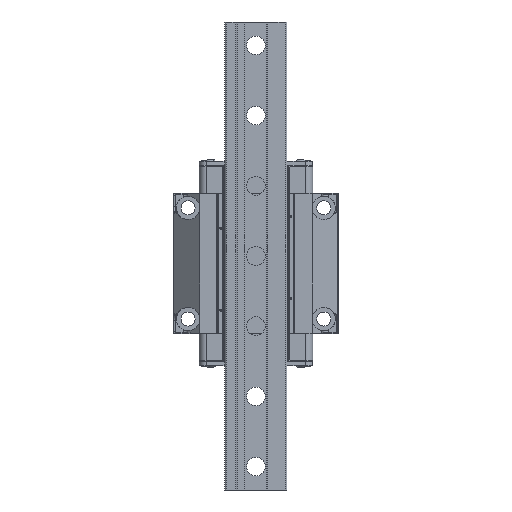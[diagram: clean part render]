
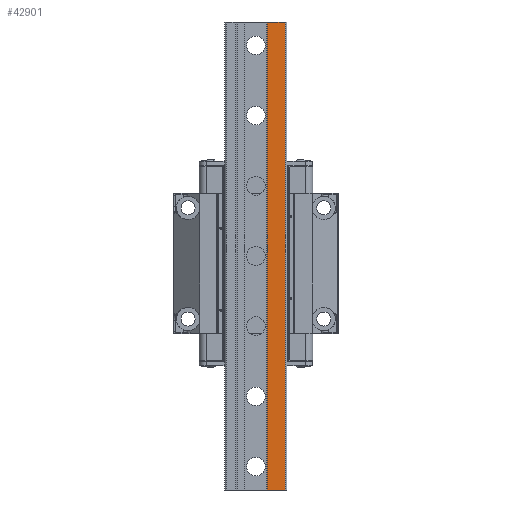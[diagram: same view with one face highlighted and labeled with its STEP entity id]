
A CAD part, front view. The second image highlights one B-rep face of the part: STEP entity #42901.
In plain terms, the highlighted planar face has unit normal (0, -1, 0).
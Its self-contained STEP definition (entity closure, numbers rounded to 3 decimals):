
#2808 = DIRECTION ( 'NONE',  ( 0., -1., 0. ) ) ;
#6535 = DIRECTION ( 'NONE',  ( 1., 0., 0. ) ) ;
#6619 = VECTOR ( 'NONE', #6535, 1000. ) ;
#9892 = VERTEX_POINT ( 'NONE', #23939 ) ;
#13974 = CARTESIAN_POINT ( 'NONE',  ( 9.9, -0.4, 200. ) ) ;
#14583 = EDGE_CURVE ( 'NONE', #32688, #9892, #25044, .T. ) ;
#15892 = EDGE_CURVE ( 'NONE', #47884, #25104, #57676, .T. ) ;
#16418 = LINE ( 'NONE', #46017, #39779 ) ;
#17011 = DIRECTION ( 'NONE',  ( 1., 0., 0. ) ) ;
#17113 = LINE ( 'NONE', #24775, #54268 ) ;
#19596 = CARTESIAN_POINT ( 'NONE',  ( 25.2, -0.4, -200. ) ) ;
#23295 = CARTESIAN_POINT ( 'NONE',  ( 9.9, -0.4, -200. ) ) ;
#23939 = CARTESIAN_POINT ( 'NONE',  ( 25.2, -0.4, 200. ) ) ;
#24775 = CARTESIAN_POINT ( 'NONE',  ( 25.2, -0.4, -200. ) ) ;
#25044 = LINE ( 'NONE', #44982, #49820 ) ;
#25104 = VERTEX_POINT ( 'NONE', #19596 ) ;
#25650 = ORIENTED_EDGE ( 'NONE', *, *, #15892, .T. ) ;
#26139 = PLANE ( 'NONE',  #45047 ) ;
#27502 = EDGE_CURVE ( 'NONE', #47884, #32688, #16418, .T. ) ;
#27614 = EDGE_CURVE ( 'NONE', #25104, #9892, #17113, .T. ) ;
#32688 = VERTEX_POINT ( 'NONE', #13974 ) ;
#35523 = DIRECTION ( 'NONE',  ( 0., 0., -1. ) ) ;
#39660 = ORIENTED_EDGE ( 'NONE', *, *, #14583, .F. ) ;
#39779 = VECTOR ( 'NONE', #50648, 1000. ) ;
#40372 = ORIENTED_EDGE ( 'NONE', *, *, #27614, .T. ) ;
#42901 = ADVANCED_FACE ( 'NONE', ( #59572 ), #26139, .T. ) ;
#43450 = EDGE_LOOP ( 'NONE', ( #40372, #39660, #56250, #25650 ) ) ;
#44982 = CARTESIAN_POINT ( 'NONE',  ( 9.9, -0.4, 200. ) ) ;
#45047 = AXIS2_PLACEMENT_3D ( 'NONE', #58672, #2808, #35523 ) ;
#46017 = CARTESIAN_POINT ( 'NONE',  ( 9.9, -0.4, -200. ) ) ;
#47884 = VERTEX_POINT ( 'NONE', #23295 ) ;
#49820 = VECTOR ( 'NONE', #17011, 1000. ) ;
#50648 = DIRECTION ( 'NONE',  ( 0., 0., 1. ) ) ;
#53049 = CARTESIAN_POINT ( 'NONE',  ( 9.9, -0.4, -200. ) ) ;
#54268 = VECTOR ( 'NONE', #57339, 1000. ) ;
#56250 = ORIENTED_EDGE ( 'NONE', *, *, #27502, .F. ) ;
#57339 = DIRECTION ( 'NONE',  ( 0., 0., 1. ) ) ;
#57676 = LINE ( 'NONE', #53049, #6619 ) ;
#58672 = CARTESIAN_POINT ( 'NONE',  ( 9.9, -0.4, -200. ) ) ;
#59572 = FACE_OUTER_BOUND ( 'NONE', #43450, .T. ) ;
